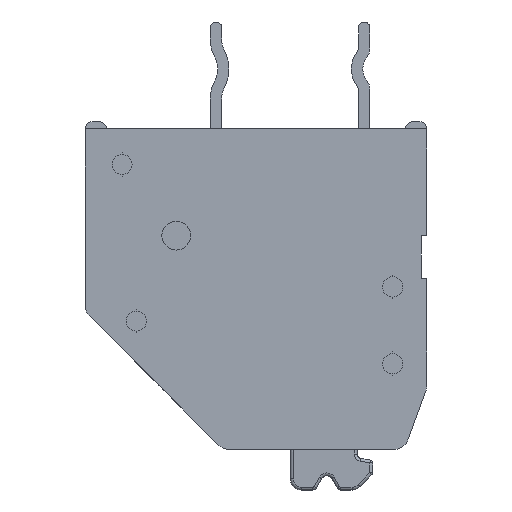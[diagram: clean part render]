
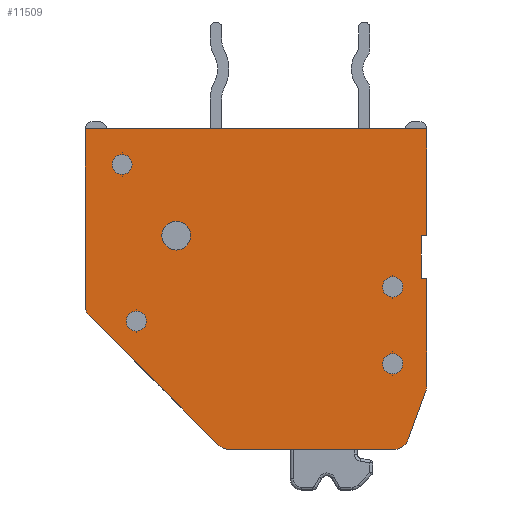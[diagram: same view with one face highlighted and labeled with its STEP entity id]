
A CAD part, left-side view. The second image highlights one B-rep face of the part: STEP entity #11509.
In plain terms, the highlighted planar face has unit normal (-1, 0, 0).
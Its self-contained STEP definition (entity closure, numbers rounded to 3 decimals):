
#134=CARTESIAN_POINT('',(-11.25,0.953,-10.75));
#135=DIRECTION('',(1.,0.,0.));
#136=DIRECTION('',(0.,0.,-1.));
#137=AXIS2_PLACEMENT_3D('',#134,#135,#136);
#139=DIRECTION('',(0.,0.707,0.707));
#140=VECTOR('',#139,6.431);
#141=CARTESIAN_POINT('',(-11.25,1.306,-11.104));
#142=LINE('',#141,#140);
#143=CARTESIAN_POINT('',(-11.25,5.5,-6.203));
#144=DIRECTION('',(1.,0.,0.));
#145=DIRECTION('',(0.,0.707,-0.707));
#146=AXIS2_PLACEMENT_3D('',#143,#144,#145);
#148=DIRECTION('',(0.,0.,1.));
#149=VECTOR('',#148,6.203);
#150=CARTESIAN_POINT('',(-11.25,6.,-6.203));
#151=LINE('',#150,#149);
#152=DIRECTION('',(0.,-1.,0.));
#153=VECTOR('',#152,12.);
#154=CARTESIAN_POINT('',(-11.25,6.,0.));
#155=LINE('',#154,#153);
#156=DIRECTION('',(0.,0.,-1.));
#157=VECTOR('',#156,3.75);
#158=CARTESIAN_POINT('',(-11.25,-6.,0.));
#159=LINE('',#158,#157);
#160=DIRECTION('',(0.,1.,0.));
#161=VECTOR('',#160,0.2);
#162=CARTESIAN_POINT('',(-11.25,-6.,-3.75));
#163=LINE('',#162,#161);
#164=DIRECTION('',(0.,0.,-1.));
#165=VECTOR('',#164,1.5);
#166=CARTESIAN_POINT('',(-11.25,-5.8,-3.75));
#167=LINE('',#166,#165);
#168=DIRECTION('',(0.,-1.,0.));
#169=VECTOR('',#168,0.2);
#170=CARTESIAN_POINT('',(-11.25,-5.8,-5.25));
#171=LINE('',#170,#169);
#172=DIRECTION('',(0.,0.,-1.));
#173=VECTOR('',#172,3.752);
#174=CARTESIAN_POINT('',(-11.25,-6.,-5.25));
#175=LINE('',#174,#173);
#176=CARTESIAN_POINT('',(-11.25,-5.5,-9.002));
#177=DIRECTION('',(1.,0.,0.));
#178=DIRECTION('',(0.,-1.,0.));
#179=AXIS2_PLACEMENT_3D('',#176,#177,#178);
#181=DIRECTION('',(0.,0.342,-0.94));
#182=VECTOR('',#181,1.86);
#183=CARTESIAN_POINT('',(-11.25,-5.97,-9.173));
#184=LINE('',#183,#182);
#185=CARTESIAN_POINT('',(-11.25,-4.864,-10.75));
#186=DIRECTION('',(1.,0.,0.));
#187=DIRECTION('',(0.,-0.94,-0.342));
#188=AXIS2_PLACEMENT_3D('',#185,#186,#187);
#190=CARTESIAN_POINT('',(-11.25,-4.8,-8.25));
#191=DIRECTION('',(1.,0.,0.));
#192=DIRECTION('',(0.,0.,-1.));
#193=AXIS2_PLACEMENT_3D('',#190,#191,#192);
#195=CARTESIAN_POINT('',(-11.25,-4.8,-8.25));
#196=DIRECTION('',(1.,0.,0.));
#197=DIRECTION('',(0.,0.,1.));
#198=AXIS2_PLACEMENT_3D('',#195,#196,#197);
#200=CARTESIAN_POINT('',(-11.25,-4.8,-5.55));
#201=DIRECTION('',(1.,0.,0.));
#202=DIRECTION('',(0.,0.,-1.));
#203=AXIS2_PLACEMENT_3D('',#200,#201,#202);
#205=CARTESIAN_POINT('',(-11.25,-4.8,-5.55));
#206=DIRECTION('',(1.,0.,0.));
#207=DIRECTION('',(0.,0.,1.));
#208=AXIS2_PLACEMENT_3D('',#205,#206,#207);
#210=CARTESIAN_POINT('',(-11.25,2.8,-3.75));
#211=DIRECTION('',(1.,0.,0.));
#212=DIRECTION('',(0.,0.,-1.));
#213=AXIS2_PLACEMENT_3D('',#210,#211,#212);
#215=CARTESIAN_POINT('',(-11.25,2.8,-3.75));
#216=DIRECTION('',(1.,0.,0.));
#217=DIRECTION('',(0.,0.,1.));
#218=AXIS2_PLACEMENT_3D('',#215,#216,#217);
#220=CARTESIAN_POINT('',(-11.25,4.2,-6.75));
#221=DIRECTION('',(1.,0.,0.));
#222=DIRECTION('',(0.,0.,-1.));
#223=AXIS2_PLACEMENT_3D('',#220,#221,#222);
#225=CARTESIAN_POINT('',(-11.25,4.2,-6.75));
#226=DIRECTION('',(1.,0.,0.));
#227=DIRECTION('',(0.,0.,1.));
#228=AXIS2_PLACEMENT_3D('',#225,#226,#227);
#230=CARTESIAN_POINT('',(-11.25,4.7,-1.25));
#231=DIRECTION('',(1.,0.,0.));
#232=DIRECTION('',(0.,0.,-1.));
#233=AXIS2_PLACEMENT_3D('',#230,#231,#232);
#235=CARTESIAN_POINT('',(-11.25,4.7,-1.25));
#236=DIRECTION('',(1.,0.,0.));
#237=DIRECTION('',(0.,0.,1.));
#238=AXIS2_PLACEMENT_3D('',#235,#236,#237);
#316=DIRECTION('',(0.,-1.,0.));
#317=VECTOR('',#316,5.817);
#318=CARTESIAN_POINT('',(-11.25,0.953,-11.25));
#319=LINE('',#318,#317);
#9018=CARTESIAN_POINT('',(-11.25,6.,0.));
#9019=CARTESIAN_POINT('',(-11.25,-6.,0.));
#9020=VERTEX_POINT('',#9018);
#9021=VERTEX_POINT('',#9019);
#9022=CARTESIAN_POINT('',(-11.25,-6.,-3.75));
#9023=VERTEX_POINT('',#9022);
#9024=CARTESIAN_POINT('',(-11.25,-5.8,-3.75));
#9025=VERTEX_POINT('',#9024);
#9026=CARTESIAN_POINT('',(-11.25,-5.8,-5.25));
#9027=VERTEX_POINT('',#9026);
#9028=CARTESIAN_POINT('',(-11.25,-6.,-5.25));
#9029=VERTEX_POINT('',#9028);
#9030=CARTESIAN_POINT('',(-11.25,-6.,-9.002));
#9031=VERTEX_POINT('',#9030);
#9032=CARTESIAN_POINT('',(-11.25,-5.97,-9.173));
#9033=VERTEX_POINT('',#9032);
#9034=CARTESIAN_POINT('',(-11.25,-5.334,-10.921));
#9035=VERTEX_POINT('',#9034);
#9036=CARTESIAN_POINT('',(-11.25,-4.864,-11.25));
#9037=VERTEX_POINT('',#9036);
#9038=CARTESIAN_POINT('',(-11.25,0.953,-11.25));
#9039=CARTESIAN_POINT('',(-11.25,1.306,-11.104));
#9040=VERTEX_POINT('',#9038);
#9041=VERTEX_POINT('',#9039);
#9042=CARTESIAN_POINT('',(-11.25,5.854,-6.556));
#9043=VERTEX_POINT('',#9042);
#9044=CARTESIAN_POINT('',(-11.25,6.,-6.203));
#9045=VERTEX_POINT('',#9044);
#11006=CARTESIAN_POINT('',(-11.25,-4.8,-8.605));
#11007=CARTESIAN_POINT('',(-11.25,-4.8,-7.895));
#11008=VERTEX_POINT('',#11006);
#11009=VERTEX_POINT('',#11007);
#11030=CARTESIAN_POINT('',(-11.25,-4.8,-5.905));
#11031=VERTEX_POINT('',#11030);
#11032=CARTESIAN_POINT('',(-11.25,-4.8,-5.195));
#11033=VERTEX_POINT('',#11032);
#11050=CARTESIAN_POINT('',(-11.25,2.8,-4.254));
#11051=CARTESIAN_POINT('',(-11.25,2.8,-3.246));
#11052=VERTEX_POINT('',#11050);
#11053=VERTEX_POINT('',#11051);
#11074=CARTESIAN_POINT('',(-11.25,4.2,-7.101));
#11075=CARTESIAN_POINT('',(-11.25,4.2,-6.399));
#11076=VERTEX_POINT('',#11074);
#11077=VERTEX_POINT('',#11075);
#11094=CARTESIAN_POINT('',(-11.25,4.7,-1.601));
#11095=CARTESIAN_POINT('',(-11.25,4.7,-0.899));
#11096=VERTEX_POINT('',#11094);
#11097=VERTEX_POINT('',#11095);
#11444=CARTESIAN_POINT('',(-11.25,0.,0.));
#11445=DIRECTION('',(1.,0.,0.));
#11446=DIRECTION('',(0.,-1.,0.));
#11447=AXIS2_PLACEMENT_3D('',#11444,#11445,#11446);
#11448=PLANE('',#11447);
#11450=ORIENTED_EDGE('',*,*,#11449,.F.);
#11452=ORIENTED_EDGE('',*,*,#11451,.T.);
#11454=ORIENTED_EDGE('',*,*,#11453,.T.);
#11456=ORIENTED_EDGE('',*,*,#11455,.T.);
#11458=ORIENTED_EDGE('',*,*,#11457,.T.);
#11460=ORIENTED_EDGE('',*,*,#11459,.T.);
#11462=ORIENTED_EDGE('',*,*,#11461,.T.);
#11464=ORIENTED_EDGE('',*,*,#11463,.T.);
#11466=ORIENTED_EDGE('',*,*,#11465,.T.);
#11468=ORIENTED_EDGE('',*,*,#11467,.T.);
#11470=ORIENTED_EDGE('',*,*,#11469,.T.);
#11472=ORIENTED_EDGE('',*,*,#11471,.T.);
#11474=ORIENTED_EDGE('',*,*,#11473,.T.);
#11476=ORIENTED_EDGE('',*,*,#11475,.T.);
#11477=EDGE_LOOP('',(#11450,#11452,#11454,#11456,#11458,#11460,#11462,#11464,
#11466,#11468,#11470,#11472,#11474,#11476));
#11478=FACE_OUTER_BOUND('',#11477,.F.);
#11480=ORIENTED_EDGE('',*,*,#11479,.F.);
#11482=ORIENTED_EDGE('',*,*,#11481,.F.);
#11483=EDGE_LOOP('',(#11480,#11482));
#11484=FACE_BOUND('',#11483,.F.);
#11486=ORIENTED_EDGE('',*,*,#11485,.F.);
#11488=ORIENTED_EDGE('',*,*,#11487,.F.);
#11489=EDGE_LOOP('',(#11486,#11488));
#11490=FACE_BOUND('',#11489,.F.);
#11492=ORIENTED_EDGE('',*,*,#11491,.F.);
#11494=ORIENTED_EDGE('',*,*,#11493,.F.);
#11495=EDGE_LOOP('',(#11492,#11494));
#11496=FACE_BOUND('',#11495,.F.);
#11498=ORIENTED_EDGE('',*,*,#11497,.F.);
#11500=ORIENTED_EDGE('',*,*,#11499,.F.);
#11501=EDGE_LOOP('',(#11498,#11500));
#11502=FACE_BOUND('',#11501,.F.);
#11504=ORIENTED_EDGE('',*,*,#11503,.F.);
#11506=ORIENTED_EDGE('',*,*,#11505,.F.);
#11507=EDGE_LOOP('',(#11504,#11506));
#11508=FACE_BOUND('',#11507,.F.);
#138=CIRCLE('',#137,0.5);
#147=CIRCLE('',#146,0.5);
#180=CIRCLE('',#179,0.5);
#189=CIRCLE('',#188,0.5);
#194=CIRCLE('',#193,0.355);
#199=CIRCLE('',#198,0.355);
#204=CIRCLE('',#203,0.355);
#209=CIRCLE('',#208,0.355);
#214=CIRCLE('',#213,0.504);
#219=CIRCLE('',#218,0.504);
#224=CIRCLE('',#223,0.351);
#229=CIRCLE('',#228,0.351);
#234=CIRCLE('',#233,0.351);
#239=CIRCLE('',#238,0.351);
#11449=EDGE_CURVE('',#9040,#9037,#319,.T.);
#11451=EDGE_CURVE('',#9040,#9041,#138,.T.);
#11453=EDGE_CURVE('',#9041,#9043,#142,.T.);
#11455=EDGE_CURVE('',#9043,#9045,#147,.T.);
#11457=EDGE_CURVE('',#9045,#9020,#151,.T.);
#11459=EDGE_CURVE('',#9020,#9021,#155,.T.);
#11461=EDGE_CURVE('',#9021,#9023,#159,.T.);
#11463=EDGE_CURVE('',#9023,#9025,#163,.T.);
#11465=EDGE_CURVE('',#9025,#9027,#167,.T.);
#11467=EDGE_CURVE('',#9027,#9029,#171,.T.);
#11469=EDGE_CURVE('',#9029,#9031,#175,.T.);
#11471=EDGE_CURVE('',#9031,#9033,#180,.T.);
#11473=EDGE_CURVE('',#9033,#9035,#184,.T.);
#11475=EDGE_CURVE('',#9035,#9037,#189,.T.);
#11479=EDGE_CURVE('',#11008,#11009,#194,.T.);
#11481=EDGE_CURVE('',#11009,#11008,#199,.T.);
#11485=EDGE_CURVE('',#11031,#11033,#204,.T.);
#11487=EDGE_CURVE('',#11033,#11031,#209,.T.);
#11491=EDGE_CURVE('',#11052,#11053,#214,.T.);
#11493=EDGE_CURVE('',#11053,#11052,#219,.T.);
#11497=EDGE_CURVE('',#11076,#11077,#224,.T.);
#11499=EDGE_CURVE('',#11077,#11076,#229,.T.);
#11503=EDGE_CURVE('',#11096,#11097,#234,.T.);
#11505=EDGE_CURVE('',#11097,#11096,#239,.T.);
#11509=ADVANCED_FACE('',(#11478,#11484,#11490,#11496,#11502,#11508),#11448,.F.);
